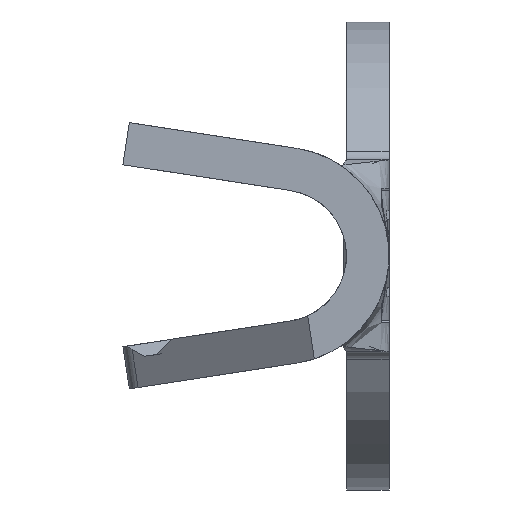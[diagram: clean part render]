
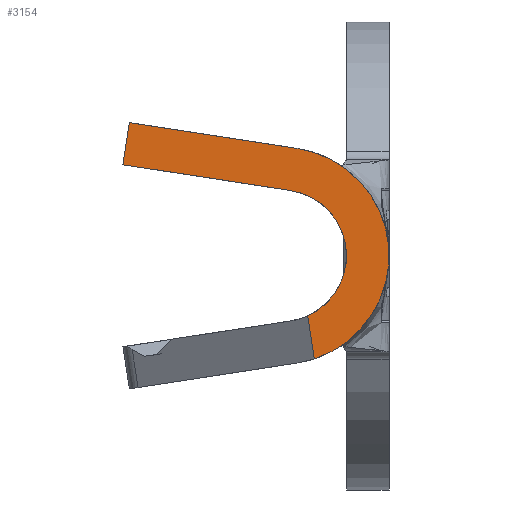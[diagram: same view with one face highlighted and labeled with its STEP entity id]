
A CAD part, left-side view. The second image highlights one B-rep face of the part: STEP entity #3154.
In plain terms, the highlighted planar face has unit normal (-1, 0, 0).
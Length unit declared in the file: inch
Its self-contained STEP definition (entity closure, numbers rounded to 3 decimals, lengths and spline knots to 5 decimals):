
#44 = ORIENTED_EDGE ( 'NONE', *, *, #4049, .F. ) ;
#93 = DIRECTION ( 'NONE',  ( 0., -0.988, -0.152 ) ) ;
#123 = DIRECTION ( 'NONE',  ( 0., 0., -1. ) ) ;
#273 = CARTESIAN_POINT ( 'NONE',  ( -0.345, 0.04629, 0.03064 ) ) ;
#430 = CARTESIAN_POINT ( 'NONE',  ( -0.345, 0.04629, 0.03064 ) ) ;
#452 = VECTOR ( 'NONE', #3049, 39.37008 ) ;
#572 = ORIENTED_EDGE ( 'NONE', *, *, #1552, .T. ) ;
#891 = VERTEX_POINT ( 'NONE', #3432 ) ;
#948 = VECTOR ( 'NONE', #93, 39.37008 ) ;
#1010 = CIRCLE ( 'NONE', #3753, 0.051 ) ;
#1026 = CARTESIAN_POINT ( 'NONE',  ( -0.345, 0.03513, -0.04847 ) ) ;
#1180 = LINE ( 'NONE', #1582, #2114 ) ;
#1258 = CARTESIAN_POINT ( 'NONE',  ( -0.345, 0.051, 0. ) ) ;
#1388 = ORIENTED_EDGE ( 'NONE', *, *, #2720, .F. ) ;
#1497 = CARTESIAN_POINT ( 'NONE',  ( -0.345, 0.04326, 0.05041 ) ) ;
#1522 = AXIS2_PLACEMENT_3D ( 'NONE', #3251, #2228, #123 ) ;
#1552 = EDGE_CURVE ( 'NONE', #4109, #3609, #2066, .T. ) ;
#1582 = CARTESIAN_POINT ( 'NONE',  ( -0.345, 0.125, 0.04273 ) ) ;
#1618 = DIRECTION ( 'NONE',  ( 0., 0., -1. ) ) ;
#1813 = EDGE_CURVE ( 'NONE', #2621, #3456, #1180, .T. ) ;
#1815 = DIRECTION ( 'NONE',  ( -1., 0., 0. ) ) ;
#2066 = LINE ( 'NONE', #3447, #4180 ) ;
#2097 = CIRCLE ( 'NONE', #3356, 0.031 ) ;
#2114 = VECTOR ( 'NONE', #3309, 39.37008 ) ;
#2228 = DIRECTION ( 'NONE',  ( 1., 0., 0. ) ) ;
#2553 = CARTESIAN_POINT ( 'NONE',  ( -0.345, 0.03824, -0.02825 ) ) ;
#2595 = CARTESIAN_POINT ( 'NONE',  ( -0.345, 0.125, 0.04273 ) ) ;
#2621 = VERTEX_POINT ( 'NONE', #2595 ) ;
#2675 = CARTESIAN_POINT ( 'NONE',  ( -0.345, 0.12196, 0.0625 ) ) ;
#2699 = LINE ( 'NONE', #1497, #948 ) ;
#2720 = EDGE_CURVE ( 'NONE', #891, #3609, #1010, .T. ) ;
#2754 = FACE_OUTER_BOUND ( 'NONE', #3881, .T. ) ;
#2782 = DIRECTION ( 'NONE',  ( 0., -0.152, -0.988 ) ) ;
#3049 = DIRECTION ( 'NONE',  ( 0., 0.988, 0.152 ) ) ;
#3154 = ADVANCED_FACE ( 'NONE', ( #2754 ), #4248, .F. ) ;
#3251 = CARTESIAN_POINT ( 'NONE',  ( -0.345, 0.051, 0. ) ) ;
#3309 = DIRECTION ( 'NONE',  ( 0., -0.152, 0.988 ) ) ;
#3356 = AXIS2_PLACEMENT_3D ( 'NONE', #3867, #1815, #4194 ) ;
#3432 = CARTESIAN_POINT ( 'NONE',  ( -0.345, 0.04326, 0.05041 ) ) ;
#3447 = CARTESIAN_POINT ( 'NONE',  ( -0.345, 0.03958, -0.01949 ) ) ;
#3456 = VERTEX_POINT ( 'NONE', #2675 ) ;
#3609 = VERTEX_POINT ( 'NONE', #1026 ) ;
#3675 = ORIENTED_EDGE ( 'NONE', *, *, #4100, .F. ) ;
#3678 = DIRECTION ( 'NONE',  ( 1., 0., 0. ) ) ;
#3715 = ORIENTED_EDGE ( 'NONE', *, *, #1813, .F. ) ;
#3750 = VERTEX_POINT ( 'NONE', #430 ) ;
#3753 = AXIS2_PLACEMENT_3D ( 'NONE', #1258, #3678, #1618 ) ;
#3867 = CARTESIAN_POINT ( 'NONE',  ( -0.345, 0.051, 0. ) ) ;
#3881 = EDGE_LOOP ( 'NONE', ( #44, #572, #1388, #3675, #3715, #4226 ) ) ;
#4049 = EDGE_CURVE ( 'NONE', #4109, #3750, #2097, .T. ) ;
#4100 = EDGE_CURVE ( 'NONE', #3456, #891, #2699, .T. ) ;
#4109 = VERTEX_POINT ( 'NONE', #2553 ) ;
#4180 = VECTOR ( 'NONE', #2782, 39.37008 ) ;
#4194 = DIRECTION ( 'NONE',  ( 0., 0., -1. ) ) ;
#4215 = LINE ( 'NONE', #273, #452 ) ;
#4226 = ORIENTED_EDGE ( 'NONE', *, *, #4407, .F. ) ;
#4248 = PLANE ( 'NONE',  #1522 ) ;
#4407 = EDGE_CURVE ( 'NONE', #3750, #2621, #4215, .T. ) ;
